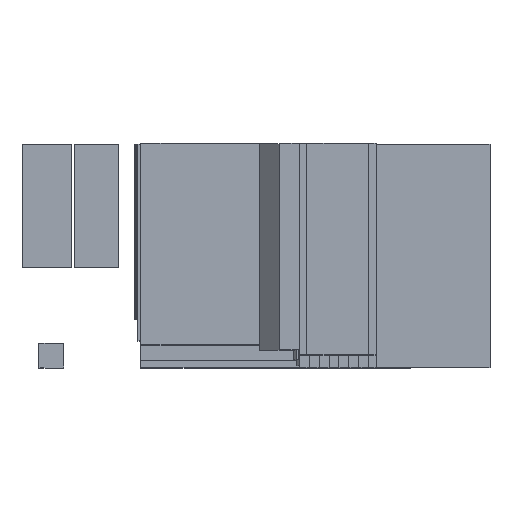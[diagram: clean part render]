
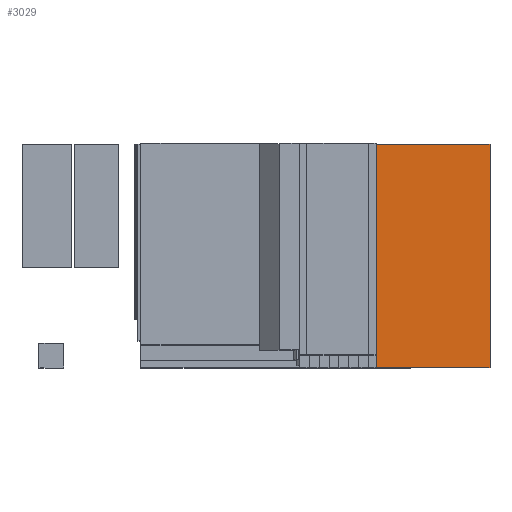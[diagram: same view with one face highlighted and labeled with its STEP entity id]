
A CAD part, top view. The second image highlights one B-rep face of the part: STEP entity #3029.
In plain terms, the highlighted planar face has unit normal (0, 0, 1).
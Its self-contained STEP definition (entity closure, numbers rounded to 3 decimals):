
#3029=ADVANCED_FACE('',(#5983),#5984,.T.);
#5983=FACE_OUTER_BOUND('',#10004,.T.);
#5984=PLANE('',#10005);
#10004=EDGE_LOOP('',(#14025,#14026,#14027,#14028));
#10005=AXIS2_PLACEMENT_3D('',#14029,#14030,#14031);
#14025=ORIENTED_EDGE('',*,*,#21472,.T.);
#14026=ORIENTED_EDGE('',*,*,#21148,.F.);
#14027=ORIENTED_EDGE('',*,*,#21473,.F.);
#14028=ORIENTED_EDGE('',*,*,#21474,.T.);
#14029=CARTESIAN_POINT('',(531.0,5.0,675.));
#14030=DIRECTION('',(0.,0.0,1.0));
#14031=DIRECTION('',(0.0,-1.0,0.0));
#21148=EDGE_CURVE('',#24677,#24672,#24679,.T.);
#21472=EDGE_CURVE('',#25199,#24672,#25200,.T.);
#21473=EDGE_CURVE('',#25201,#24677,#25202,.T.);
#21474=EDGE_CURVE('',#25201,#25199,#25203,.T.);
#24672=VERTEX_POINT('',#29547);
#24677=VERTEX_POINT('',#29554);
#24679=LINE('',#29557,#29558);
#25199=VERTEX_POINT('',#30315);
#25200=LINE('',#30316,#30317);
#25201=VERTEX_POINT('',#30318);
#25202=LINE('',#30319,#30320);
#25203=LINE('',#30321,#30322);
#29547=CARTESIAN_POINT('',(916.0,5.0,675.));
#29554=CARTESIAN_POINT('',(916.0,456.258,675.));
#29557=CARTESIAN_POINT('',(916.0,456.258,675.));
#29558=VECTOR('',#35033,1.0);
#30315=CARTESIAN_POINT('',(531.0,5.0,675.));
#30316=CARTESIAN_POINT('',(531.0,5.0,675.));
#30317=VECTOR('',#35271,1.0);
#30318=CARTESIAN_POINT('',(531.0,456.258,675.));
#30319=CARTESIAN_POINT('',(531.0,456.258,675.));
#30320=VECTOR('',#35272,1.0);
#30321=CARTESIAN_POINT('',(531.0,456.258,675.));
#30322=VECTOR('',#35273,1.0);
#35033=DIRECTION('',(0.0,-1.0,0.0));
#35271=DIRECTION('',(1.0,0.0,0.));
#35272=DIRECTION('',(1.0,0.0,0.));
#35273=DIRECTION('',(0.0,-1.0,0.0));
